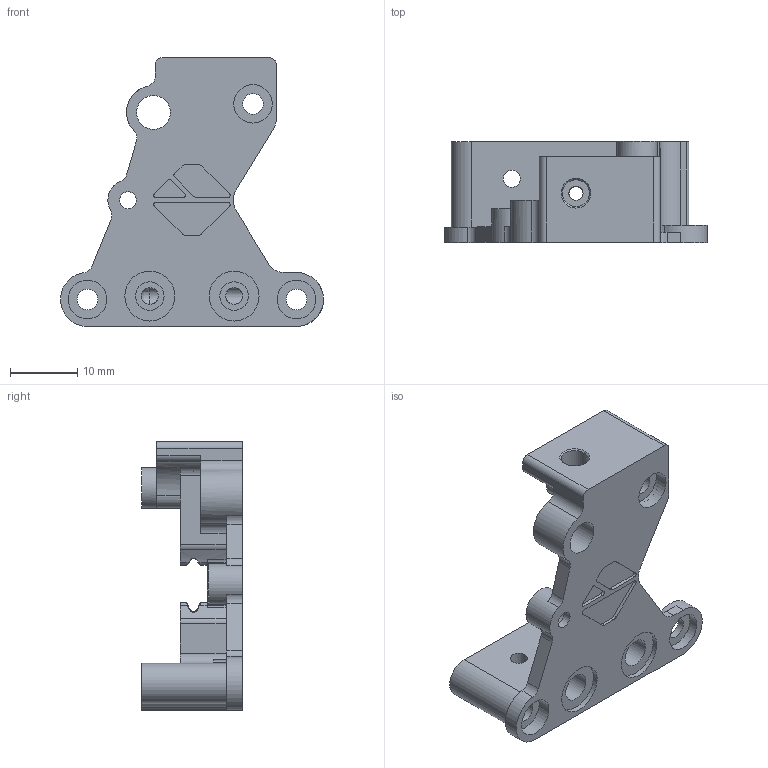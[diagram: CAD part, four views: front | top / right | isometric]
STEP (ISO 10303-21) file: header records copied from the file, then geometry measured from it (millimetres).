
FILE_DESCRIPTION(/* description */ (''),/* implementation_level */ '2;1');
FILE_NAME(/* name */ 'HGX-extruder Body.step',/* time_stamp */ '2024-06-06T02:18:50+10:00',/* author */ (''),/* organization */ (''),/* preprocessor_version */ 'ST-DEVELOPER v20',/* originating_system */ 'Autodesk Translation Framework v13.14.0.145',/* authorisation */ '');
FILE_SCHEMA (('AUTOMOTIVE_DESIGN { 1 0 10303 214 3 1 1 }'));
Length unit declared in the file: millimetre
Products named in the file (4): HGX-extruder; hgx 2.0 wc; hgx body; body front cnc
Assembly tree (3 placements, depth 4):
  HGX-extruder
    hgx 2.0 wc
      hgx body
        body front cnc
Bounding box: 38.99 x 14.95 x 39.86 mm (x, y, z)
Volume: 5533.1 mm3; surface area: 5579 mm2
Topology: 1 solids, 1 shells, 186 faces, 515 edges, 339 vertices
Faces by surface type: cylinder 99, plane 73, bspline 8, cone 6
Full cylindrical faces by diameter (mm): 2.1 x2, 2.5 x4, 2.529 x4, 3.05 x4, 4 x1, 4.234 x2, 5 x1, 5.05 x1, 5.7 x3, 6 x2, 6.1 x1, 7.4 x2
Entity records: 7031 total; most frequent: CARTESIAN_POINT 1996, DIRECTION 1088, ORIENTED_EDGE 1024, EDGE_CURVE 512, AXIS2_PLACEMENT_3D 413, VERTEX_POINT 339, LINE 262, VECTOR 262
